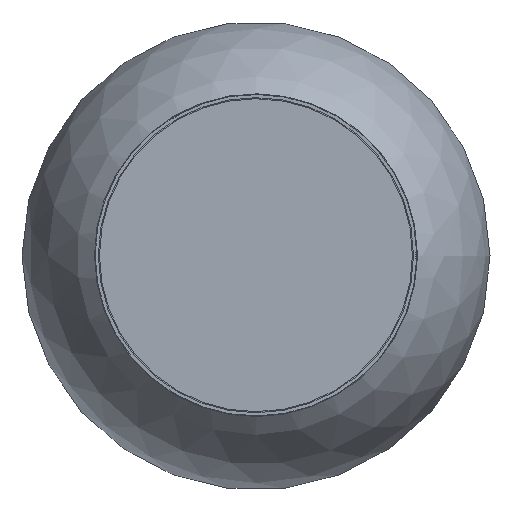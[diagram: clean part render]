
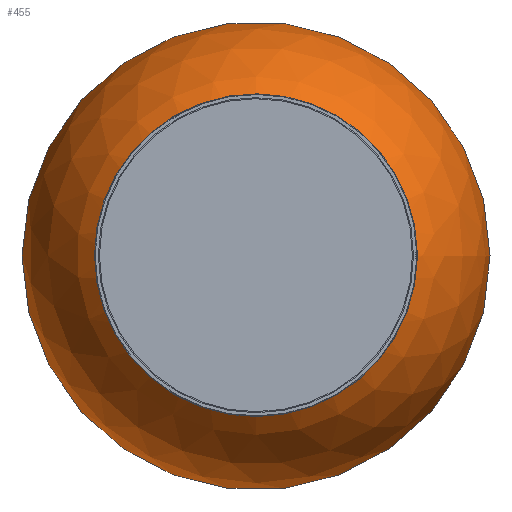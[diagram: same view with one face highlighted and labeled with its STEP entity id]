
A CAD part, top view. The second image highlights one B-rep face of the part: STEP entity #455.
In plain terms, the highlighted spherical face has radius 110 mm.
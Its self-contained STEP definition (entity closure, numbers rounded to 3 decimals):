
#33=SPHERICAL_SURFACE('',#1181,110.);
#78=FACE_OUTER_BOUND('',#587,.T.);
#455=ADVANCED_FACE('',(#78),#33,.T.);
#587=EDGE_LOOP('',(#761));
#761=ORIENTED_EDGE('',*,*,#1060,.T.);
#909=VERTEX_POINT('',#4332);
#1060=EDGE_CURVE('',#909,#909,#1105,.T.);
#1105=CIRCLE('',#1178,66.);
#1178=AXIS2_PLACEMENT_3D('',#4331,#1329,#1330);
#1181=AXIS2_PLACEMENT_3D('',#4336,#1335,#1336);
#1329=DIRECTION('',(0.,0.,-1.));
#1330=DIRECTION('',(1.,0.,0.));
#1335=DIRECTION('',(0.,0.,-1.));
#1336=DIRECTION('',(1.,0.,0.));
#4331=CARTESIAN_POINT('',(15.101,0.307,-292.066));
#4332=CARTESIAN_POINT('',(81.101,0.307,-292.066));
#4336=CARTESIAN_POINT('',(15.101,0.307,-380.066));
